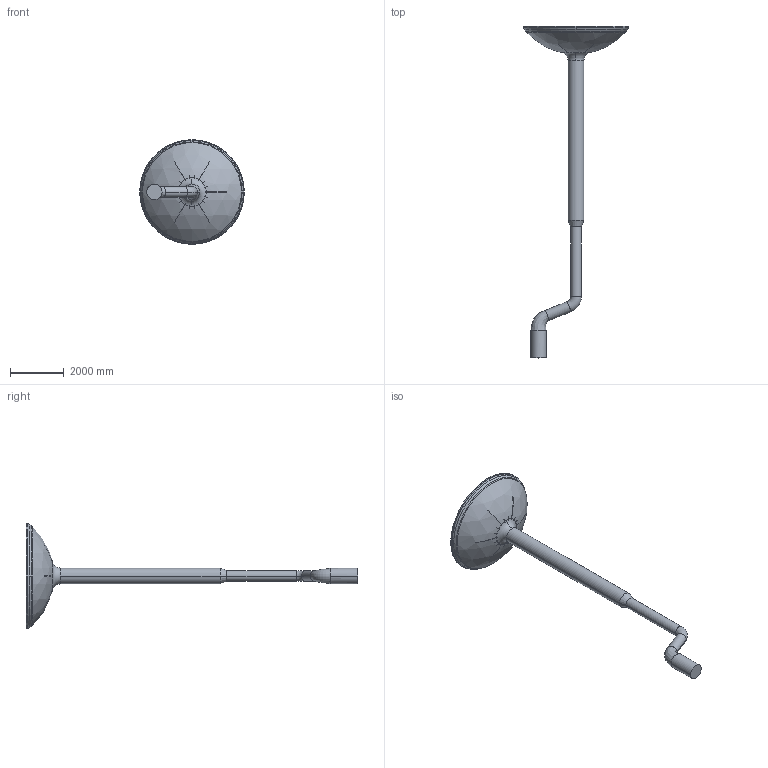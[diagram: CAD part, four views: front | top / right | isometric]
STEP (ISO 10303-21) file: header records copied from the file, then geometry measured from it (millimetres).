
FILE_DESCRIPTION(('STEP AP214'),'1');
FILE_NAME('k77rib.stp','2023-06-22T12:29:34',(' '),(' '),'Spatial InterOp 3D',' ',' ');
FILE_SCHEMA(('AUTOMOTIVE_DESIGN { 1 0 10303 214 1 1 1 1 }'));
Length unit declared in the file: metre
Products named in the file (1): Solid
Bounding box: 3900 x 12364.5 x 3900 mm (x, y, z)
Volume: 9798144384.3 mm3; surface area: 53274885 mm2
Topology: 1 solids, 1 shells, 185 faces, 604 edges, 389 vertices
Faces by surface type: plane 131, cylinder 30, torus 8, cone 8, bspline 7, sphere 1
Entity records: 12495 total; most frequent: CARTESIAN_POINT 6967, ORIENTED_EDGE 1208, DIRECTION 1198, EDGE_CURVE 604, AXIS2_PLACEMENT_3D 446, VERTEX_POINT 389, LINE 306, VECTOR 306
